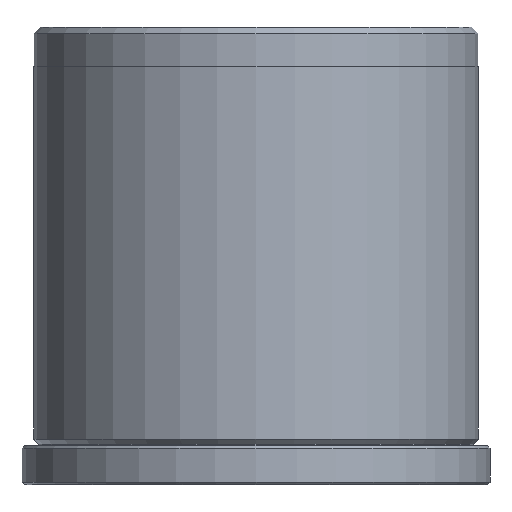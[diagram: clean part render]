
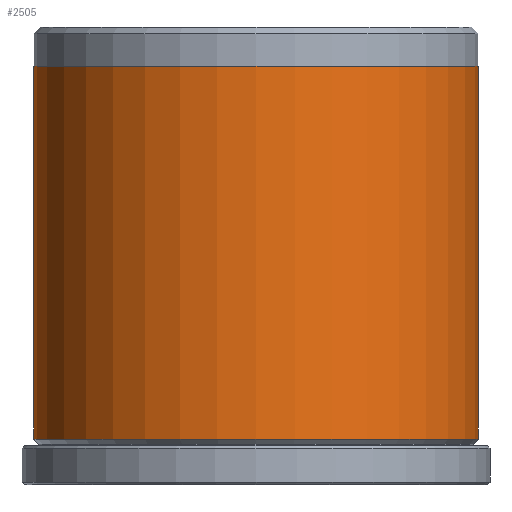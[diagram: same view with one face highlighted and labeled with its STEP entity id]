
A CAD part, front view. The second image highlights one B-rep face of the part: STEP entity #2505.
In plain terms, the highlighted cylindrical face has radius 17 mm (diameter 34 mm), a partial arc.
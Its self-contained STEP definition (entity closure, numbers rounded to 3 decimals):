
#322 = CIRCLE ( 'NONE', #825, 17. ) ;
#348 = DIRECTION ( 'NONE',  ( 0., 0., -1. ) ) ;
#372 = EDGE_LOOP ( 'NONE', ( #1171, #1746, #1442, #1276 ) ) ;
#558 = DIRECTION ( 'NONE',  ( -1., 0., 0. ) ) ;
#621 = CARTESIAN_POINT ( 'NONE',  ( 17., 0., 3.5 ) ) ;
#632 = EDGE_CURVE ( 'NONE', #2632, #2730, #1636, .T. ) ;
#825 = AXIS2_PLACEMENT_3D ( 'NONE', #1198, #2673, #1415 ) ;
#963 = AXIS2_PLACEMENT_3D ( 'NONE', #2663, #348, #558 ) ;
#1055 = CARTESIAN_POINT ( 'NONE',  ( 17., 0., 35. ) ) ;
#1171 = ORIENTED_EDGE ( 'NONE', *, *, #1872, .F. ) ;
#1182 = DIRECTION ( 'NONE',  ( 0., 0., -1. ) ) ;
#1198 = CARTESIAN_POINT ( 'NONE',  ( 0., 0., 32. ) ) ;
#1276 = ORIENTED_EDGE ( 'NONE', *, *, #632, .F. ) ;
#1301 = VERTEX_POINT ( 'NONE', #2050 ) ;
#1415 = DIRECTION ( 'NONE',  ( 1., 0., 0. ) ) ;
#1416 = VECTOR ( 'NONE', #2539, 1000. ) ;
#1442 = ORIENTED_EDGE ( 'NONE', *, *, #2711, .T. ) ;
#1636 = CIRCLE ( 'NONE', #2182, 17. ) ;
#1676 = DIRECTION ( 'NONE',  ( 0., 0., -1. ) ) ;
#1746 = ORIENTED_EDGE ( 'NONE', *, *, #2514, .F. ) ;
#1821 = VERTEX_POINT ( 'NONE', #2316 ) ;
#1872 = EDGE_CURVE ( 'NONE', #1301, #2632, #2707, .T. ) ;
#1987 = LINE ( 'NONE', #2314, #1416 ) ;
#2029 = FACE_OUTER_BOUND ( 'NONE', #372, .T. ) ;
#2050 = CARTESIAN_POINT ( 'NONE',  ( 17., 0., 32. ) ) ;
#2182 = AXIS2_PLACEMENT_3D ( 'NONE', #2442, #1182, #2652 ) ;
#2314 = CARTESIAN_POINT ( 'NONE',  ( -17., 0., 35. ) ) ;
#2316 = CARTESIAN_POINT ( 'NONE',  ( -17., 0., 32. ) ) ;
#2436 = CYLINDRICAL_SURFACE ( 'NONE', #963, 17. ) ;
#2442 = CARTESIAN_POINT ( 'NONE',  ( 0., 0., 3.5 ) ) ;
#2505 = ADVANCED_FACE ( 'NONE', ( #2029 ), #2436, .T. ) ;
#2514 = EDGE_CURVE ( 'NONE', #1821, #1301, #322, .T. ) ;
#2539 = DIRECTION ( 'NONE',  ( 0., 0., -1. ) ) ;
#2552 = CARTESIAN_POINT ( 'NONE',  ( -17., 0., 3.5 ) ) ;
#2632 = VERTEX_POINT ( 'NONE', #621 ) ;
#2645 = VECTOR ( 'NONE', #1676, 1000. ) ;
#2652 = DIRECTION ( 'NONE',  ( -1., 0., 0. ) ) ;
#2663 = CARTESIAN_POINT ( 'NONE',  ( 0., 0., 35. ) ) ;
#2673 = DIRECTION ( 'NONE',  ( 0., 0., 1. ) ) ;
#2707 = LINE ( 'NONE', #1055, #2645 ) ;
#2711 = EDGE_CURVE ( 'NONE', #1821, #2730, #1987, .T. ) ;
#2730 = VERTEX_POINT ( 'NONE', #2552 ) ;
